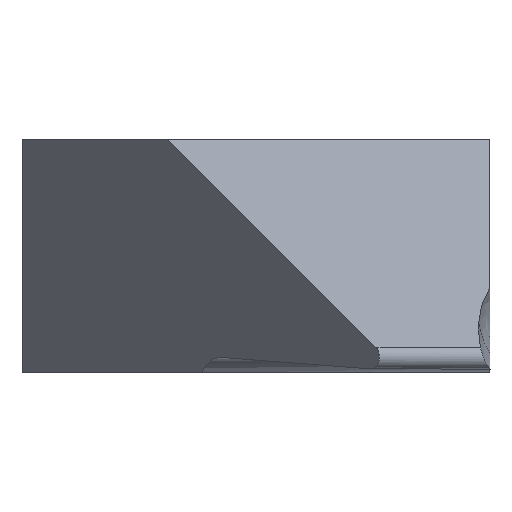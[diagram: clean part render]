
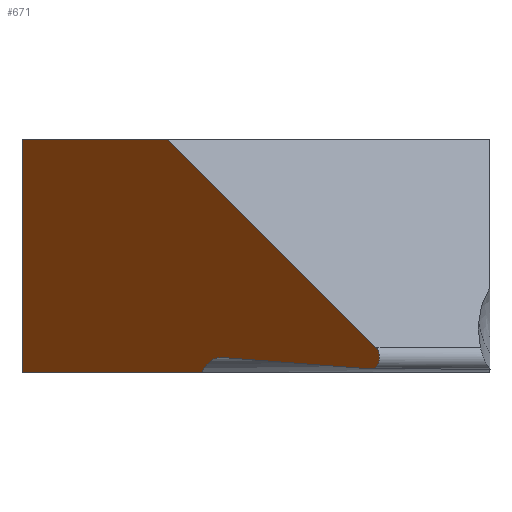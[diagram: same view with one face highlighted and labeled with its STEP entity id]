
A CAD part, left-side view. The second image highlights one B-rep face of the part: STEP entity #671.
In plain terms, the highlighted planar face has unit normal (-0.574, 0.819, 0).
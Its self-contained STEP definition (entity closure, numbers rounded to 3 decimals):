
#5 = CARTESIAN_POINT ( 'NONE',  ( -7.667, -1.706, 0.158 ) ) ;
#19 = CARTESIAN_POINT ( 'NONE',  ( -9., -2.64, 3. ) ) ;
#57 = DIRECTION ( 'NONE',  ( -0.819, -0.574, 0. ) ) ;
#80 = CARTESIAN_POINT ( 'NONE',  ( -4.596, 0.444, 0.2 ) ) ;
#91 = CARTESIAN_POINT ( 'NONE',  ( -4.233, 0.698, 0. ) ) ;
#117 = VECTOR ( 'NONE', #449, 1000. ) ;
#127 = CARTESIAN_POINT ( 'NONE',  ( -7.333, -1.472, 0.053 ) ) ;
#129 = ORIENTED_EDGE ( 'NONE', *, *, #852, .F. ) ;
#136 = PLANE ( 'NONE',  #252 ) ;
#172 = EDGE_CURVE ( 'NONE', #393, #350, #273, .T. ) ;
#185 = CARTESIAN_POINT ( 'NONE',  ( -3.6, 1.142, 3. ) ) ;
#190 = EDGE_CURVE ( 'NONE', #636, #393, #571, .T. ) ;
#196 = VECTOR ( 'NONE', #672, 1000. ) ;
#212 = ORIENTED_EDGE ( 'NONE', *, *, #172, .T. ) ;
#224 = CARTESIAN_POINT ( 'NONE',  ( -4.596, 0.444, 0.2 ) ) ;
#233 = LINE ( 'NONE', #1017, #587 ) ;
#237 = ORIENTED_EDGE ( 'NONE', *, *, #702, .T. ) ;
#248 = CARTESIAN_POINT ( 'NONE',  ( -7.519, -1.603, 0.043 ) ) ;
#252 = AXIS2_PLACEMENT_3D ( 'NONE', #19, #255, #57 ) ;
#255 = DIRECTION ( 'NONE',  ( -0.574, 0.819, 0. ) ) ;
#273 = LINE ( 'NONE', #329, #1042 ) ;
#286 = EDGE_LOOP ( 'NONE', ( #929, #981, #609, #212, #237, #129, #551 ) ) ;
#329 = CARTESIAN_POINT ( 'NONE',  ( -9., -2.64, 0. ) ) ;
#347 = LINE ( 'NONE', #1071, #117 ) ;
#350 = VERTEX_POINT ( 'NONE', #91 ) ;
#387 = CARTESIAN_POINT ( 'NONE',  ( -4.233, 0.698, 0. ) ) ;
#393 = VERTEX_POINT ( 'NONE', #538 ) ;
#449 = DIRECTION ( 'NONE',  ( 0.818, 0.573, 0.044 ) ) ;
#458 = VECTOR ( 'NONE', #814, 1000. ) ;
#493 = DIRECTION ( 'NONE',  ( -0.819, -0.574, 0. ) ) ;
#531 = CARTESIAN_POINT ( 'NONE',  ( -7.427, -1.538, 0.326 ) ) ;
#538 = CARTESIAN_POINT ( 'NONE',  ( -0.946, 3., 0. ) ) ;
#551 = ORIENTED_EDGE ( 'NONE', *, *, #803, .T. ) ;
#552 = DIRECTION ( 'NONE',  ( -0.819, -0.574, 0. ) ) ;
#571 = LINE ( 'NONE', #880, #458 ) ;
#587 = VECTOR ( 'NONE', #552, 1000. ) ;
#601 = CARTESIAN_POINT ( 'NONE',  ( -7.427, -1.538, 0.326 ) ) ;
#604 = CARTESIAN_POINT ( 'NONE',  ( -4.32, 0.637, 0.135 ) ) ;
#609 = ORIENTED_EDGE ( 'NONE', *, *, #190, .T. ) ;
#636 = VERTEX_POINT ( 'NONE', #769 ) ;
#671 = ADVANCED_FACE ( 'NONE', ( #998 ), #136, .T. ) ;
#672 = DIRECTION ( 'NONE',  ( -0.711, -0.498, -0.497 ) ) ;
#698 = VERTEX_POINT ( 'NONE', #80 ) ;
#702 = EDGE_CURVE ( 'NONE', #350, #698, #896, .T. ) ;
#740 = CARTESIAN_POINT ( 'NONE',  ( -4.452, 0.545, 0.208 ) ) ;
#752 = EDGE_CURVE ( 'NONE', #1108, #868, #1107, .T. ) ;
#756 = VERTEX_POINT ( 'NONE', #127 ) ;
#769 = CARTESIAN_POINT ( 'NONE',  ( -0.946, 3., 3. ) ) ;
#803 = EDGE_CURVE ( 'NONE', #756, #868, #871, .T. ) ;
#814 = DIRECTION ( 'NONE',  ( 0., 0., -1. ) ) ;
#829 = CARTESIAN_POINT ( 'NONE',  ( -7.333, -1.472, 0.053 ) ) ;
#852 = EDGE_CURVE ( 'NONE', #756, #698, #347, .T. ) ;
#868 = VERTEX_POINT ( 'NONE', #531 ) ;
#871 =( BOUNDED_CURVE ( )  B_SPLINE_CURVE ( 3, ( #829, #248, #1066, #601 ),
 .UNSPECIFIED., .F., .T. ) 
 B_SPLINE_CURVE_WITH_KNOTS ( ( 4, 4 ),
 ( 4.663, 7.246 ),
 .UNSPECIFIED. ) 
 CURVE ( )  GEOMETRIC_REPRESENTATION_ITEM ( )  RATIONAL_B_SPLINE_CURVE ( ( 1., 0.517, 0.517, 1. ) ) 
 REPRESENTATION_ITEM ( '' )  );
#880 = CARTESIAN_POINT ( 'NONE',  ( -0.946, 3., 3. ) ) ;
#896 =( BOUNDED_CURVE ( )  B_SPLINE_CURVE ( 3, ( #387, #604, #740, #224 ),
 .UNSPECIFIED., .F., .T. ) 
 B_SPLINE_CURVE_WITH_KNOTS ( ( 4, 4 ),
 ( 3.835, 4.81 ),
 .UNSPECIFIED. ) 
 CURVE ( )  GEOMETRIC_REPRESENTATION_ITEM ( )  RATIONAL_B_SPLINE_CURVE ( ( 1., 0.922, 0.922, 1. ) ) 
 REPRESENTATION_ITEM ( '' )  );
#929 = ORIENTED_EDGE ( 'NONE', *, *, #752, .F. ) ;
#981 = ORIENTED_EDGE ( 'NONE', *, *, #1063, .F. ) ;
#998 = FACE_OUTER_BOUND ( 'NONE', #286, .T. ) ;
#1017 = CARTESIAN_POINT ( 'NONE',  ( -9., -2.64, 3. ) ) ;
#1042 = VECTOR ( 'NONE', #493, 1000. ) ;
#1063 = EDGE_CURVE ( 'NONE', #636, #1108, #233, .T. ) ;
#1066 = CARTESIAN_POINT ( 'NONE',  ( -7.58, -1.645, 0.219 ) ) ;
#1071 = CARTESIAN_POINT ( 'NONE',  ( -8.891, -2.563, -0.03 ) ) ;
#1107 = LINE ( 'NONE', #5, #196 ) ;
#1108 = VERTEX_POINT ( 'NONE', #185 ) ;
